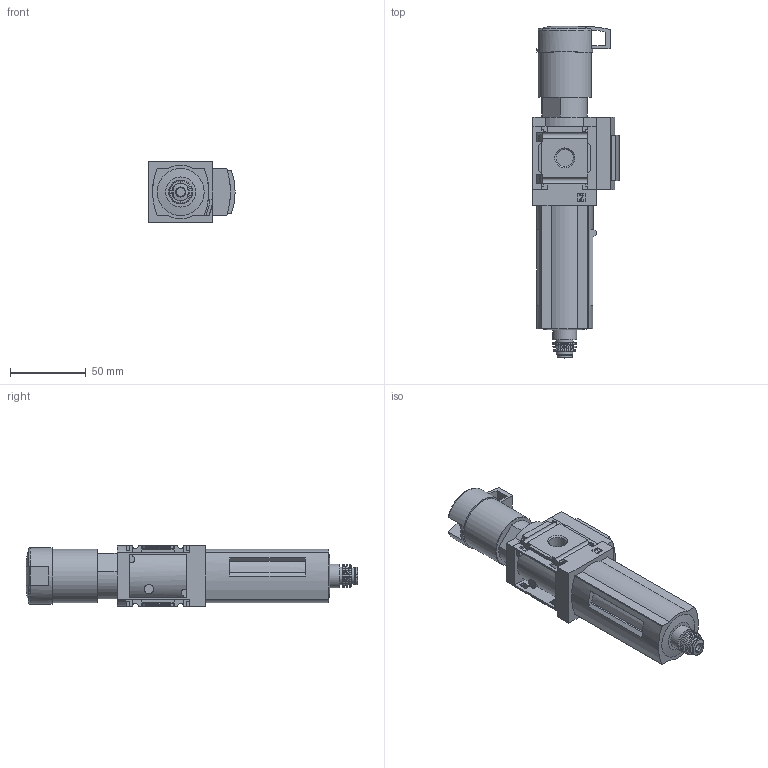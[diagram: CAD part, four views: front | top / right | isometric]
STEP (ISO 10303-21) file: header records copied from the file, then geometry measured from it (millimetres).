
FILE_DESCRIPTION(/* description */ ('STEP AP214'),/* implementation_level */ '2;1');
FILE_NAME(/* name */ '529159_MS4-LFR-1_4-D7-ERV-AS-Z',/* time_stamp */ '2024-09-03T09:34:45+02:00',/* author */ ('License CC BY-ND 4.0'),/* organization */ ('CADENAS'),/* preprocessor_version */ 'ST-DEVELOPER v19.3',/* originating_system */ 'PARTsolutions',/* authorisation */ ' ');
FILE_SCHEMA (('AUTOMOTIVE_DESIGN {1 0 10303 214 3 1 1}'));
Length unit declared in the file: millimetre
Products named in the file (3): 529159 MS4-LFR-1/4-D7-ERV-AS-Z; 526489 MS4-LFR-1/4-D7-E-R-V-AS-Z-0D; 526489 MS4-LFR-V
Assembly tree (2 placements, depth 2):
  529159 MS4-LFR-1/4-D7-ERV-AS-Z
    526489 MS4-LFR-1/4-D7-E-R-V-AS-Z-0D
    526489 MS4-LFR-V
Bounding box: 57 x 219.41 x 40.2 mm (x, y, z)
Volume: 250061.1 mm3; surface area: 39032.4 mm2
Topology: 2 solids, 2 shells, 325 faces, 872 edges, 572 vertices
Faces by surface type: plane 214, cylinder 74, torus 25, cone 11, sphere 1
Full cylindrical faces by diameter (mm): 6 x1, 6.1 x1, 11 x1, 11.4 x1, 11.445 x2, 11.6 x1, 11.8 x1, 15.8 x1, 35.2 x1, 37.2 x1
Entity records: 12314 total; most frequent: CARTESIAN_POINT 1859, ORIENTED_EDGE 1666, DIRECTION 1653, EDGE_CURVE 833, LINE 599, VECTOR 599, VERTEX_POINT 569, AXIS2_PLACEMENT_3D 527
